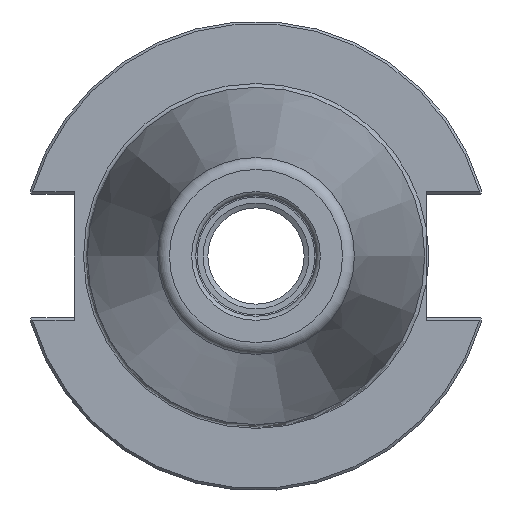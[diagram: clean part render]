
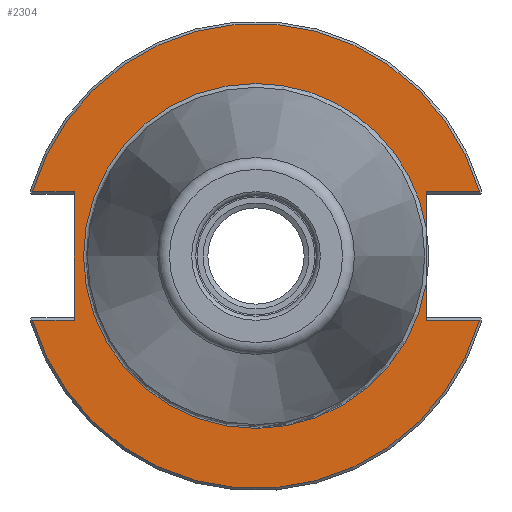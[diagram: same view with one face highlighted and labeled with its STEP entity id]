
A CAD part, left-side view. The second image highlights one B-rep face of the part: STEP entity #2304.
In plain terms, the highlighted planar face has unit normal (-1, 0, 0).
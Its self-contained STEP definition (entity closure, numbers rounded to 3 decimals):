
#149=PLANE('',#2497);
#208=LINE('',#3535,#331);
#212=LINE('',#3543,#335);
#213=LINE('',#3547,#336);
#214=LINE('',#3549,#337);
#215=LINE('',#3551,#338);
#216=LINE('',#3555,#339);
#217=LINE('',#3557,#340);
#331=VECTOR('',#2862,10.);
#335=VECTOR('',#2868,10.);
#336=VECTOR('',#2871,10.);
#337=VECTOR('',#2872,10.);
#338=VECTOR('',#2873,10.);
#339=VECTOR('',#2876,10.);
#340=VECTOR('',#2877,10.);
#482=FACE_OUTER_BOUND('',#609,.T.);
#609=EDGE_LOOP('',(#1634,#1635,#1636,#1637,#1638,#1639,#1640,#1641,#1642,
#1643,#1644));
#768=CIRCLE('',#2498,48.25);
#769=CIRCLE('',#2499,48.25);
#770=CIRCLE('',#2500,35.8);
#771=CIRCLE('',#2501,35.8);
#926=VERTEX_POINT('',#3530);
#927=VERTEX_POINT('',#3534);
#930=VERTEX_POINT('',#3542);
#931=VERTEX_POINT('',#3544);
#932=VERTEX_POINT('',#3546);
#933=VERTEX_POINT('',#3548);
#934=VERTEX_POINT('',#3550);
#935=VERTEX_POINT('',#3552);
#936=VERTEX_POINT('',#3554);
#937=VERTEX_POINT('',#3556);
#938=VERTEX_POINT('',#3558);
#1202=EDGE_CURVE('',#926,#927,#208,.T.);
#1206=EDGE_CURVE('',#930,#927,#212,.T.);
#1207=EDGE_CURVE('',#931,#926,#768,.T.);
#1208=EDGE_CURVE('',#932,#931,#213,.T.);
#1209=EDGE_CURVE('',#932,#933,#214,.T.);
#1210=EDGE_CURVE('',#934,#933,#215,.T.);
#1211=EDGE_CURVE('',#935,#934,#769,.T.);
#1212=EDGE_CURVE('',#936,#935,#216,.T.);
#1213=EDGE_CURVE('',#936,#937,#217,.T.);
#1214=EDGE_CURVE('',#937,#938,#770,.T.);
#1215=EDGE_CURVE('',#938,#930,#771,.T.);
#1634=ORIENTED_EDGE('',*,*,#1206,.T.);
#1635=ORIENTED_EDGE('',*,*,#1202,.F.);
#1636=ORIENTED_EDGE('',*,*,#1207,.F.);
#1637=ORIENTED_EDGE('',*,*,#1208,.F.);
#1638=ORIENTED_EDGE('',*,*,#1209,.T.);
#1639=ORIENTED_EDGE('',*,*,#1210,.F.);
#1640=ORIENTED_EDGE('',*,*,#1211,.F.);
#1641=ORIENTED_EDGE('',*,*,#1212,.F.);
#1642=ORIENTED_EDGE('',*,*,#1213,.T.);
#1643=ORIENTED_EDGE('',*,*,#1214,.T.);
#1644=ORIENTED_EDGE('',*,*,#1215,.T.);
#2304=ADVANCED_FACE('',(#482),#149,.T.);
#2497=AXIS2_PLACEMENT_3D('',#3541,#2866,#2867);
#2498=AXIS2_PLACEMENT_3D('',#3545,#2869,#2870);
#2499=AXIS2_PLACEMENT_3D('',#3553,#2874,#2875);
#2500=AXIS2_PLACEMENT_3D('',#3559,#2878,#2879);
#2501=AXIS2_PLACEMENT_3D('',#3560,#2880,#2881);
#2862=DIRECTION('',(0.,1.,0.));
#2866=DIRECTION('center_axis',(-1.,0.,0.));
#2867=DIRECTION('ref_axis',(0.,0.,1.));
#2868=DIRECTION('',(0.,0.,1.));
#2869=DIRECTION('center_axis',(1.,0.,0.));
#2870=DIRECTION('ref_axis',(0.,0.,-1.));
#2871=DIRECTION('',(0.,1.,0.));
#2872=DIRECTION('',(0.,0.,-1.));
#2873=DIRECTION('',(0.,-1.,0.));
#2874=DIRECTION('center_axis',(1.,0.,0.));
#2875=DIRECTION('ref_axis',(0.,0.,-1.));
#2876=DIRECTION('',(0.,-1.,0.));
#2877=DIRECTION('',(0.,0.,1.));
#2878=DIRECTION('center_axis',(1.,0.,0.));
#2879=DIRECTION('ref_axis',(0.,0.,-1.));
#2880=DIRECTION('center_axis',(1.,0.,0.));
#2881=DIRECTION('ref_axis',(0.,0.,-1.));
#3530=CARTESIAN_POINT('',(1.5,-46.373,13.325));
#3534=CARTESIAN_POINT('',(1.5,-35.3,13.325));
#3535=CARTESIAN_POINT('',(1.5,6.475,13.325));
#3541=CARTESIAN_POINT('Origin',(1.5,48.25,0.));
#3542=CARTESIAN_POINT('',(1.5,-35.3,5.962));
#3543=CARTESIAN_POINT('',(1.5,-35.3,-6.413));
#3544=CARTESIAN_POINT('',(1.5,46.373,13.325));
#3545=CARTESIAN_POINT('Origin',(1.5,0.,
0.));
#3546=CARTESIAN_POINT('',(1.5,37.7,13.325));
#3547=CARTESIAN_POINT('',(1.5,61.395,13.325));
#3548=CARTESIAN_POINT('',(1.5,37.7,-13.325));
#3549=CARTESIAN_POINT('',(1.5,37.7,6.413));
#3550=CARTESIAN_POINT('',(1.5,46.373,-13.325));
#3551=CARTESIAN_POINT('',(1.5,42.975,-13.325));
#3552=CARTESIAN_POINT('',(1.5,-46.373,-13.325));
#3553=CARTESIAN_POINT('Origin',(1.5,0.,
0.));
#3554=CARTESIAN_POINT('',(1.5,-35.3,-13.325));
#3555=CARTESIAN_POINT('',(1.5,-13.707,-13.325));
#3556=CARTESIAN_POINT('',(1.5,-35.3,-5.962));
#3557=CARTESIAN_POINT('',(1.5,-35.3,-6.413));
#3558=CARTESIAN_POINT('',(1.5,0.,35.8));
#3559=CARTESIAN_POINT('Origin',(1.5,0.,
0.));
#3560=CARTESIAN_POINT('Origin',(1.5,0.,
0.));
